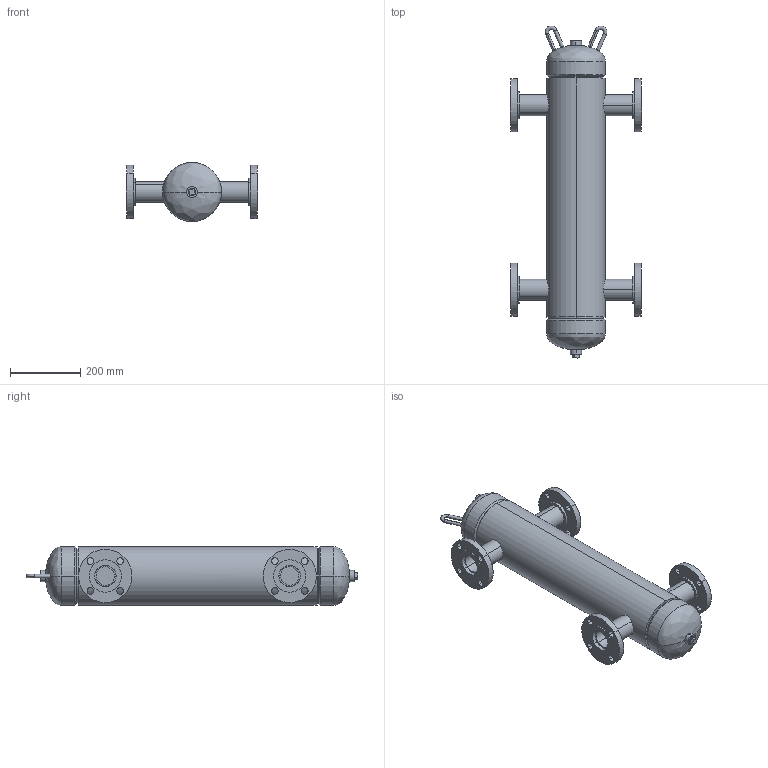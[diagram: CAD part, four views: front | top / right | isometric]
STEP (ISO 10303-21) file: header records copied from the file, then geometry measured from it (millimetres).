
FILE_DESCRIPTION (( 'STEP AP203' ), '1' );
FILE_NAME ('PSA-2.STEP', '2021-03-11T17:40:24', ( '' ), ( '' ), 'SwSTEP 2.0', 'SolidWorks 2021', '' );
FILE_SCHEMA (( 'CONFIG_CONTROL_DESIGN' ));
Length unit declared in the file: inch
Products named in the file (11): 9301060_4.75; 99P0166; 9201550; 99J0245; PSA-2; 9400540_tall; 9400520; 9461050; PLUGS_9500130; 9500030
Assembly tree (20 placements, depth 2):
  PSA-2
    99P0166
    9201550
    9201550
    9500030  x2
    PLUGS_9500130
    9301060_4.75  x4
    9461050  x4
    99J0245  x2
    9400540_tall  x2
    9400520  x2
Bounding box: 374.65 x 948.31 x 168.28 mm (x, y, z)
Volume: 4618659.6 mm3; surface area: 1432299.5 mm2
Topology: 20 solids, 20 shells, 221 faces, 494 edges, 324 vertices
Faces by surface type: cylinder 134, plane 67, bspline 8, cone 8, torus 4
Entity records: 6073 total; most frequent: CARTESIAN_POINT 2046, DIRECTION 592, ORIENTED_EDGE 488, AXIS2_PLACEMENT_3D 248, EDGE_CURVE 244, VERTEX_POINT 158, EDGE_LOOP 140, CIRCLE 124
